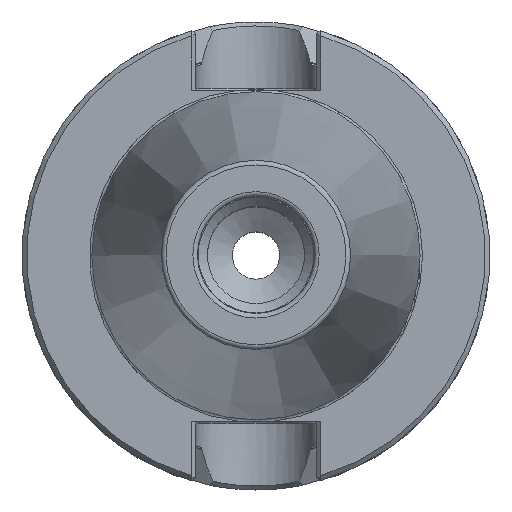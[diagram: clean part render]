
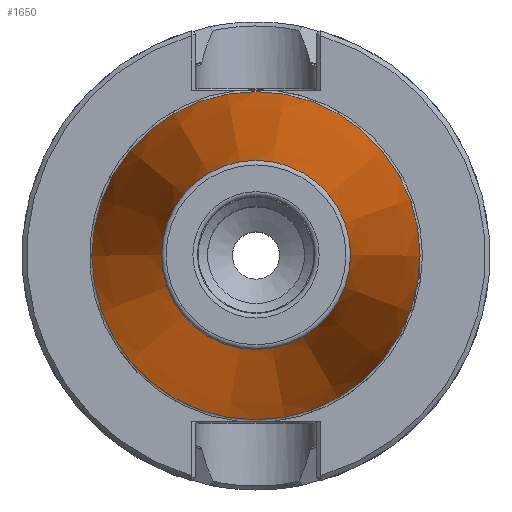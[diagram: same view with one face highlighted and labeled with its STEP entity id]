
A CAD part, top view. The second image highlights one B-rep face of the part: STEP entity #1650.
In plain terms, the highlighted conical face has half-angle 8.297 degrees and reference radius 20.204 mm.
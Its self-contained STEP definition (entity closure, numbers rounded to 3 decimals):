
#199=CONICAL_SURFACE('',#1773,20.204,0.145);
#517=ORIENTED_EDGE('',*,*,#550,.T.);
#518=ORIENTED_EDGE('',*,*,#689,.F.);
#550=EDGE_CURVE('',#706,#706,#814,.T.);
#689=EDGE_CURVE('',#797,#797,#851,.T.);
#706=VERTEX_POINT('',#2129);
#797=VERTEX_POINT('',#2643);
#814=CIRCLE('',#1677,35.065);
#851=CIRCLE('',#1772,20.204);
#933=EDGE_LOOP('',(#517));
#934=EDGE_LOOP('',(#518));
#1031=FACE_BOUND('',#933,.T.);
#1032=FACE_BOUND('',#934,.T.);
#1650=ADVANCED_FACE('',(#1031,#1032),#199,.T.);
#1677=AXIS2_PLACEMENT_3D('',#2128,#1816,#1817);
#1772=AXIS2_PLACEMENT_3D('',#2642,#2062,#2063);
#1773=AXIS2_PLACEMENT_3D('',#2644,#2064,#2065);
#1816=DIRECTION('',(0.,0.,1.));
#1817=DIRECTION('',(1.,0.,0.));
#2062=DIRECTION('',(0.,0.,1.));
#2063=DIRECTION('',(1.,0.,0.));
#2064=DIRECTION('',(0.,0.,-1.));
#2065=DIRECTION('',(-1.,0.,0.));
#2128=CARTESIAN_POINT('',(0.,0.,-0.963));
#2129=CARTESIAN_POINT('',(35.065,0.,-0.963));
#2642=CARTESIAN_POINT('',(0.,0.,100.944));
#2643=CARTESIAN_POINT('',(20.204,0.,100.944));
#2644=CARTESIAN_POINT('',(0.,0.,100.944));
